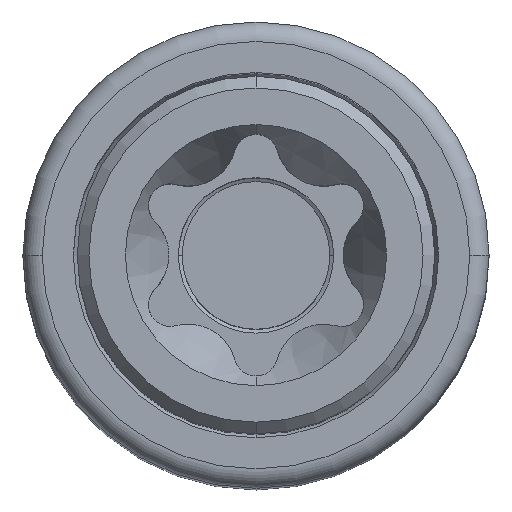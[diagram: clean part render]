
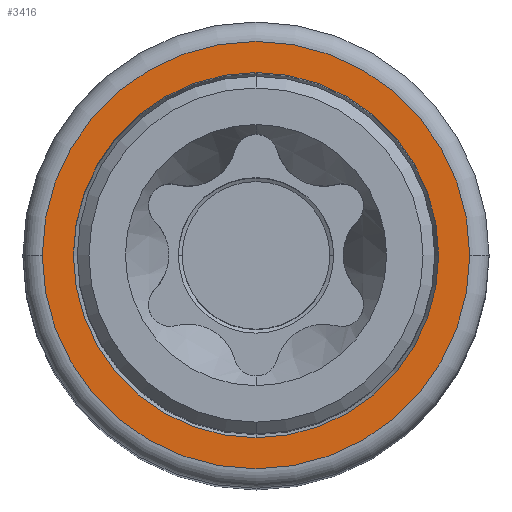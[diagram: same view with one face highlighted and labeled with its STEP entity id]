
A CAD part, top view. The second image highlights one B-rep face of the part: STEP entity #3416.
In plain terms, the highlighted face is planar.
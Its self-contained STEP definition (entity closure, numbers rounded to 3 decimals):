
#2876=CARTESIAN_POINT('',(0.,0.,-0.3));
#2877=DIRECTION('',(0.,0.,1.));
#2878=DIRECTION('',(1.,0.,0.));
#2879=AXIS2_PLACEMENT_3D('',#2876,#2877,#2878);
#2885=CARTESIAN_POINT('',(0.,0.,-0.3));
#2886=DIRECTION('',(0.,0.,1.));
#2887=DIRECTION('',(-1.,0.,0.));
#2888=AXIS2_PLACEMENT_3D('',#2885,#2886,#2887);
#2893=CARTESIAN_POINT('',(0.,0.,-0.3));
#2894=DIRECTION('',(0.,0.,-1.));
#2895=DIRECTION('',(-1.,0.,0.));
#2896=AXIS2_PLACEMENT_3D('',#2893,#2894,#2895);
#2901=CARTESIAN_POINT('',(0.,0.,-0.3));
#2902=DIRECTION('',(0.,0.,-1.));
#2903=DIRECTION('',(1.,0.,0.));
#2904=AXIS2_PLACEMENT_3D('',#2901,#2902,#2903);
#3327=CARTESIAN_POINT('',(4.7,0.,-0.3));
#3328=CARTESIAN_POINT('',(-4.7,0.,-0.3));
#3329=VERTEX_POINT('',#3327);
#3330=VERTEX_POINT('',#3328);
#3331=CARTESIAN_POINT('',(-5.5,0.,-0.3));
#3332=CARTESIAN_POINT('',(5.5,0.,-0.3));
#3333=VERTEX_POINT('',#3331);
#3334=VERTEX_POINT('',#3332);
#3399=CARTESIAN_POINT('',(0.,0.,-0.3));
#3400=DIRECTION('',(0.,0.,1.));
#3401=DIRECTION('',(1.,0.,0.));
#3402=AXIS2_PLACEMENT_3D('',#3399,#3400,#3401);
#3403=PLANE('',#3402);
#3405=ORIENTED_EDGE('',*,*,#3404,.F.);
#3407=ORIENTED_EDGE('',*,*,#3406,.F.);
#3408=EDGE_LOOP('',(#3405,#3407));
#3409=FACE_OUTER_BOUND('',#3408,.F.);
#3411=ORIENTED_EDGE('',*,*,#3410,.F.);
#3413=ORIENTED_EDGE('',*,*,#3412,.F.);
#3414=EDGE_LOOP('',(#3411,#3413));
#3415=FACE_BOUND('',#3414,.F.);
#3416=ADVANCED_FACE('',(#3409,#3415),#3403,.F.);
#2880=CIRCLE('',#2879,4.7);
#2889=CIRCLE('',#2888,4.7);
#2897=CIRCLE('',#2896,5.5);
#2905=CIRCLE('',#2904,5.5);
#3404=EDGE_CURVE('',#3333,#3334,#2897,.T.);
#3406=EDGE_CURVE('',#3334,#3333,#2905,.T.);
#3410=EDGE_CURVE('',#3329,#3330,#2880,.T.);
#3412=EDGE_CURVE('',#3330,#3329,#2889,.T.);
